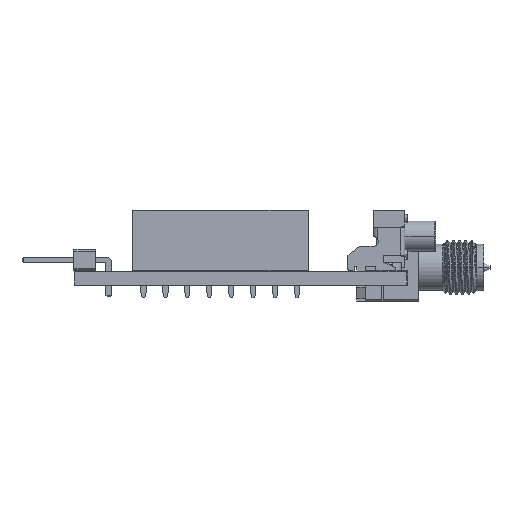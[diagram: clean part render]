
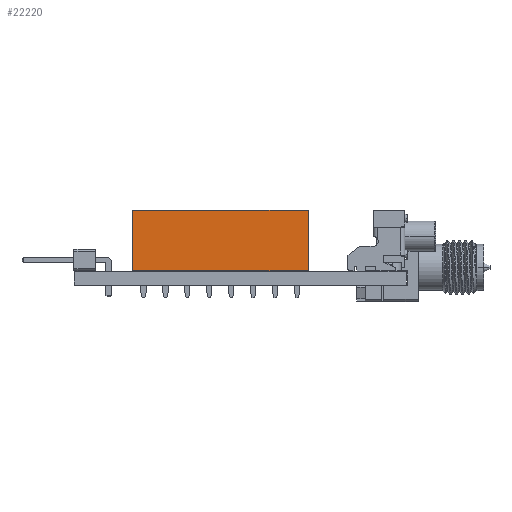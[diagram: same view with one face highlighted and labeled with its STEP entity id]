
A CAD part, left-side view. The second image highlights one B-rep face of the part: STEP entity #22220.
In plain terms, the highlighted planar face has unit normal (-1, 0, 0).
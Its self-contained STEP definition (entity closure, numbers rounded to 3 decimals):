
#21197 = VERTEX_POINT('',#21198);
#21198 = CARTESIAN_POINT('',(-1.27,-19.04,12.65));
#21206 = EDGE_CURVE('',#21197,#21207,#21209,.T.);
#21207 = VERTEX_POINT('',#21208);
#21208 = CARTESIAN_POINT('',(-1.27,-19.04,19.65));
#21209 = LINE('',#21210,#21211);
#21210 = CARTESIAN_POINT('',(-1.27,-19.04,12.65));
#21211 = VECTOR('',#21212,1.);
#21212 = DIRECTION('',(0.,0.,1.));
#21269 = VERTEX_POINT('',#21270);
#21270 = CARTESIAN_POINT('',(-1.27,1.28,19.65));
#21276 = EDGE_CURVE('',#21277,#21269,#21279,.T.);
#21277 = VERTEX_POINT('',#21278);
#21278 = CARTESIAN_POINT('',(-1.27,1.28,12.65));
#21279 = LINE('',#21280,#21281);
#21280 = CARTESIAN_POINT('',(-1.27,1.28,12.65));
#21281 = VECTOR('',#21282,1.);
#21282 = DIRECTION('',(0.,0.,1.));
#21341 = EDGE_CURVE('',#21269,#21207,#21342,.T.);
#21342 = LINE('',#21343,#21344);
#21343 = CARTESIAN_POINT('',(-1.27,1.28,19.65));
#21344 = VECTOR('',#21345,1.);
#21345 = DIRECTION('',(0.,-1.,0.));
#21635 = EDGE_CURVE('',#21277,#21197,#21636,.T.);
#21636 = LINE('',#21637,#21638);
#21637 = CARTESIAN_POINT('',(-1.27,1.28,12.65));
#21638 = VECTOR('',#21639,1.);
#21639 = DIRECTION('',(0.,-1.,0.));
#22220 = ADVANCED_FACE('',(#22221),#22227,.F.);
#22221 = FACE_BOUND('',#22222,.F.);
#22222 = EDGE_LOOP('',(#22223,#22224,#22225,#22226));
#22223 = ORIENTED_EDGE('',*,*,#21276,.T.);
#22224 = ORIENTED_EDGE('',*,*,#21341,.T.);
#22225 = ORIENTED_EDGE('',*,*,#21206,.F.);
#22226 = ORIENTED_EDGE('',*,*,#21635,.F.);
#22227 = PLANE('',#22228);
#22228 = AXIS2_PLACEMENT_3D('',#22229,#22230,#22231);
#22229 = CARTESIAN_POINT('',(-1.27,1.28,12.65));
#22230 = DIRECTION('',(1.,0.,0.));
#22231 = DIRECTION('',(0.,-1.,0.));
